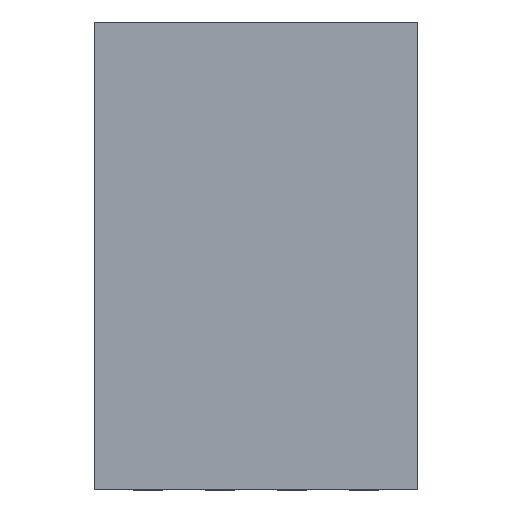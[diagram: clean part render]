
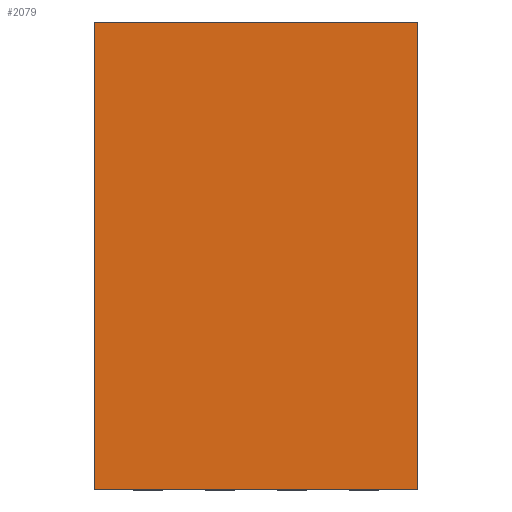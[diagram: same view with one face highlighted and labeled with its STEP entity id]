
A CAD part, top view. The second image highlights one B-rep face of the part: STEP entity #2079.
In plain terms, the highlighted face is planar.
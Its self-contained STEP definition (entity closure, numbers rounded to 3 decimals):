
#876=DIRECTION('',(0.,0.,1.));
#877=VECTOR('',#876,1.8);
#878=CARTESIAN_POINT('',(-1.3,0.525,-0.9));
#879=LINE('',#878,#877);
#883=DIRECTION('',(-1.,0.,0.));
#884=VECTOR('',#883,2.6);
#885=CARTESIAN_POINT('',(1.3,0.525,-0.9));
#886=LINE('',#885,#884);
#890=DIRECTION('',(0.,0.,-1.));
#891=VECTOR('',#890,1.8);
#892=CARTESIAN_POINT('',(1.3,0.525,0.9));
#893=LINE('',#892,#891);
#897=DIRECTION('',(1.,0.,0.));
#898=VECTOR('',#897,2.6);
#899=CARTESIAN_POINT('',(-1.3,0.525,0.9));
#900=LINE('',#899,#898);
#1478=CARTESIAN_POINT('',(-1.3,0.525,-0.9));
#1479=CARTESIAN_POINT('',(-1.3,0.525,0.9));
#1480=VERTEX_POINT('',#1478);
#1481=VERTEX_POINT('',#1479);
#1482=CARTESIAN_POINT('',(1.3,0.525,0.9));
#1483=VERTEX_POINT('',#1482);
#1484=CARTESIAN_POINT('',(1.3,0.525,-0.9));
#1485=VERTEX_POINT('',#1484);
#2068=CARTESIAN_POINT('',(0.,0.525,0.));
#2069=DIRECTION('',(0.,1.,0.));
#2070=DIRECTION('',(1.,0.,0.));
#2071=AXIS2_PLACEMENT_3D('',#2068,#2069,#2070);
#2072=PLANE('',#2071);
#2073=ORIENTED_EDGE('',*,*,#1908,.F.);
#2074=ORIENTED_EDGE('',*,*,#1951,.F.);
#2075=ORIENTED_EDGE('',*,*,#1993,.F.);
#2076=ORIENTED_EDGE('',*,*,#2034,.F.);
#2077=EDGE_LOOP('',(#2073,#2074,#2075,#2076));
#2078=FACE_OUTER_BOUND('',#2077,.F.);
#1908=EDGE_CURVE('',#1480,#1481,#879,.T.);
#1951=EDGE_CURVE('',#1485,#1480,#886,.T.);
#1993=EDGE_CURVE('',#1483,#1485,#893,.T.);
#2034=EDGE_CURVE('',#1481,#1483,#900,.T.);
#2079=ADVANCED_FACE('',(#2078),#2072,.T.);
